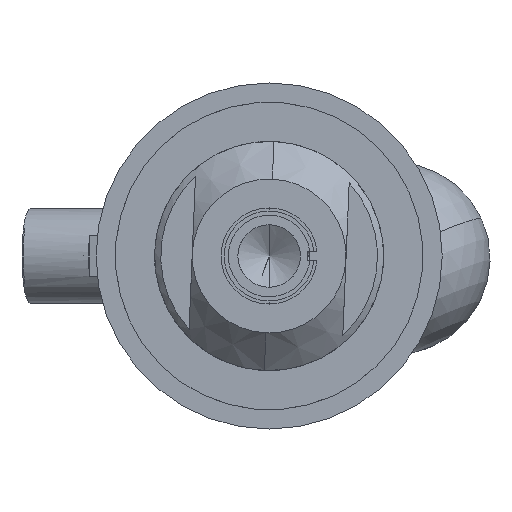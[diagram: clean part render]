
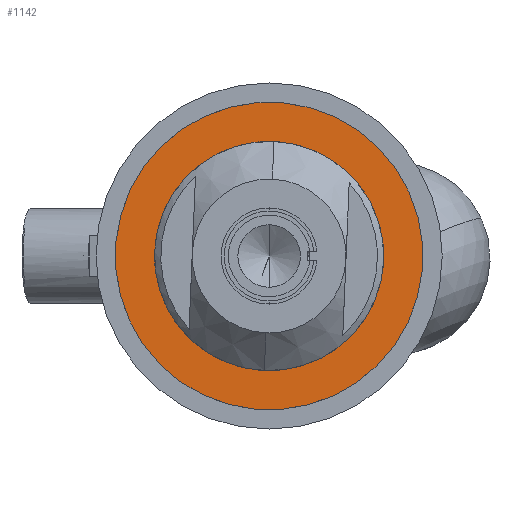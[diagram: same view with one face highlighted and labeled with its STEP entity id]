
A CAD part, left-side view. The second image highlights one B-rep face of the part: STEP entity #1142.
In plain terms, the highlighted planar face has unit normal (-1, 0, 0).
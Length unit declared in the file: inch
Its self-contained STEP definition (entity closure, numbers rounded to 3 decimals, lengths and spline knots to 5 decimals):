
#35 = VERTEX_POINT ( 'NONE', #5858 ) ;
#696 = ORIENTED_EDGE ( 'NONE', *, *, #9834, .F. ) ;
#727 = DIRECTION ( 'NONE',  ( 1., 0., 0. ) ) ;
#944 = CARTESIAN_POINT ( 'NONE',  ( -4.28, 0.53074, -0.52282 ) ) ;
#1115 = AXIS2_PLACEMENT_3D ( 'NONE', #3421, #727, #10094 ) ;
#1142 = ADVANCED_FACE ( 'NONE', ( #7816, #13687 ), #9277, .F. ) ;
#2346 = CIRCLE ( 'NONE', #3070, 1. ) ;
#2454 = EDGE_CURVE ( 'NONE', #4226, #9898, #11658, .T. ) ;
#2946 = CARTESIAN_POINT ( 'NONE',  ( -4.28, 0., 0. ) ) ;
#3070 = AXIS2_PLACEMENT_3D ( 'NONE', #2946, #4210, #12349 ) ;
#3085 = EDGE_LOOP ( 'NONE', ( #13581, #696 ) ) ;
#3421 = CARTESIAN_POINT ( 'NONE',  ( -4.28, 0.70177, 0.7124 ) ) ;
#3534 = ORIENTED_EDGE ( 'NONE', *, *, #8753, .T. ) ;
#3890 = CARTESIAN_POINT ( 'NONE',  ( -4.28, 0.7124, -0.70177 ) ) ;
#4080 = ORIENTED_EDGE ( 'NONE', *, *, #2454, .T. ) ;
#4210 = DIRECTION ( 'NONE',  ( 1., 0., 0. ) ) ;
#4226 = VERTEX_POINT ( 'NONE', #944 ) ;
#4559 = AXIS2_PLACEMENT_3D ( 'NONE', #9477, #11580, #12831 ) ;
#5177 = CARTESIAN_POINT ( 'NONE',  ( -4.28, -0.53074, 0.52282 ) ) ;
#5777 = DIRECTION ( 'NONE',  ( 1., 0., 0. ) ) ;
#5858 = CARTESIAN_POINT ( 'NONE',  ( -4.28, -0.7124, 0.70177 ) ) ;
#5944 = AXIS2_PLACEMENT_3D ( 'NONE', #7205, #14308, #11951 ) ;
#6306 = AXIS2_PLACEMENT_3D ( 'NONE', #8234, #5777, #12911 ) ;
#6386 = EDGE_CURVE ( 'NONE', #35, #6863, #2346, .T. ) ;
#6863 = VERTEX_POINT ( 'NONE', #3890 ) ;
#7205 = CARTESIAN_POINT ( 'NONE',  ( -4.28, 0., 0. ) ) ;
#7816 = FACE_OUTER_BOUND ( 'NONE', #3085, .T. ) ;
#8234 = CARTESIAN_POINT ( 'NONE',  ( -4.28, 0., 0. ) ) ;
#8753 = EDGE_CURVE ( 'NONE', #9898, #4226, #11673, .T. ) ;
#9277 = PLANE ( 'NONE',  #1115 ) ;
#9477 = CARTESIAN_POINT ( 'NONE',  ( -4.28, 0., 0. ) ) ;
#9834 = EDGE_CURVE ( 'NONE', #6863, #35, #12303, .T. ) ;
#9898 = VERTEX_POINT ( 'NONE', #5177 ) ;
#10094 = DIRECTION ( 'NONE',  ( 0., -0.712, 0.702 ) ) ;
#11580 = DIRECTION ( 'NONE',  ( 1., 0., 0. ) ) ;
#11658 = CIRCLE ( 'NONE', #4559, 0.745 ) ;
#11673 = CIRCLE ( 'NONE', #6306, 0.745 ) ;
#11951 = DIRECTION ( 'NONE',  ( 0., -0.712, 0.702 ) ) ;
#12303 = CIRCLE ( 'NONE', #5944, 1. ) ;
#12349 = DIRECTION ( 'NONE',  ( 0., -0.712, 0.702 ) ) ;
#12831 = DIRECTION ( 'NONE',  ( 0., -0.712, 0.702 ) ) ;
#12911 = DIRECTION ( 'NONE',  ( 0., -0.712, 0.702 ) ) ;
#13581 = ORIENTED_EDGE ( 'NONE', *, *, #6386, .F. ) ;
#13687 = FACE_BOUND ( 'NONE', #14067, .T. ) ;
#14067 = EDGE_LOOP ( 'NONE', ( #3534, #4080 ) ) ;
#14308 = DIRECTION ( 'NONE',  ( 1., 0., 0. ) ) ;
